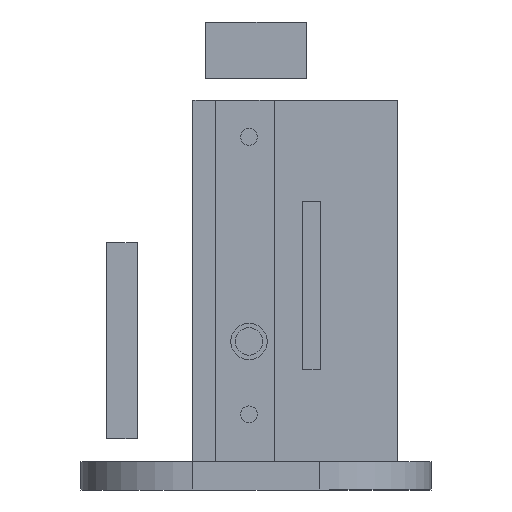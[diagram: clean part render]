
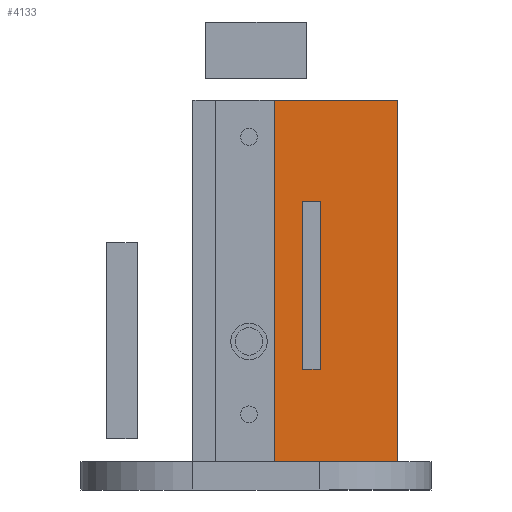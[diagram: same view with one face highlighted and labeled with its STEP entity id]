
A CAD part, front view. The second image highlights one B-rep face of the part: STEP entity #4133.
In plain terms, the highlighted planar face has unit normal (0, -1, 0).
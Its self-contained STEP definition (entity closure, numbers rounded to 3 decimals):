
#350=FACE_BOUND('',#642,.T.);
#397=FACE_OUTER_BOUND('',#641,.T.);
#641=EDGE_LOOP('',(#2858,#2859,#2860,#2861));
#642=EDGE_LOOP('',(#2862,#2863,#2864,#2865));
#957=LINE('',#5541,#1371);
#962=LINE('',#5563,#1376);
#963=LINE('',#5565,#1377);
#964=LINE('',#5566,#1378);
#965=LINE('',#5569,#1379);
#966=LINE('',#5571,#1380);
#967=LINE('',#5573,#1381);
#968=LINE('',#5574,#1382);
#1371=VECTOR('',#4693,10.);
#1376=VECTOR('',#4716,10.);
#1377=VECTOR('',#4717,10.);
#1378=VECTOR('',#4718,10.);
#1379=VECTOR('',#4719,10.);
#1380=VECTOR('',#4720,10.);
#1381=VECTOR('',#4721,10.);
#1382=VECTOR('',#4722,10.);
#1775=VERTEX_POINT('',#5538);
#1776=VERTEX_POINT('',#5540);
#1784=VERTEX_POINT('',#5562);
#1785=VERTEX_POINT('',#5564);
#1786=VERTEX_POINT('',#5567);
#1787=VERTEX_POINT('',#5568);
#1788=VERTEX_POINT('',#5570);
#1789=VERTEX_POINT('',#5572);
#2201=EDGE_CURVE('',#1776,#1775,#957,.T.);
#2211=EDGE_CURVE('',#1784,#1775,#962,.T.);
#2212=EDGE_CURVE('',#1785,#1784,#963,.T.);
#2213=EDGE_CURVE('',#1776,#1785,#964,.T.);
#2214=EDGE_CURVE('',#1786,#1787,#965,.T.);
#2215=EDGE_CURVE('',#1787,#1788,#966,.T.);
#2216=EDGE_CURVE('',#1788,#1789,#967,.T.);
#2217=EDGE_CURVE('',#1786,#1789,#968,.T.);
#2858=ORIENTED_EDGE('',*,*,#2201,.T.);
#2859=ORIENTED_EDGE('',*,*,#2211,.F.);
#2860=ORIENTED_EDGE('',*,*,#2212,.F.);
#2861=ORIENTED_EDGE('',*,*,#2213,.F.);
#2862=ORIENTED_EDGE('',*,*,#2214,.T.);
#2863=ORIENTED_EDGE('',*,*,#2215,.T.);
#2864=ORIENTED_EDGE('',*,*,#2216,.T.);
#2865=ORIENTED_EDGE('',*,*,#2217,.F.);
#4000=PLANE('',#4416);
#4133=ADVANCED_FACE('',(#397,#350),#4000,.T.);
#4416=AXIS2_PLACEMENT_3D('',#5561,#4714,#4715);
#4693=DIRECTION('',(-1.,0.,0.));
#4714=DIRECTION('center_axis',(0.,-1.,0.));
#4715=DIRECTION('ref_axis',(0.,0.,-1.));
#4716=DIRECTION('',(0.,0.,1.));
#4717=DIRECTION('',(-1.,0.,0.));
#4718=DIRECTION('',(0.,0.,-1.));
#4719=DIRECTION('',(1.,0.,0.));
#4720=DIRECTION('',(0.,0.,-1.));
#4721=DIRECTION('',(-1.,0.,0.));
#4722=DIRECTION('',(0.,0.,-1.));
#5538=CARTESIAN_POINT('',(8.5,-10.5,56.));
#5540=CARTESIAN_POINT('',(30.5,-10.5,56.));
#5541=CARTESIAN_POINT('',(14.875,-10.5,56.));
#5561=CARTESIAN_POINT('Origin',(18.5,-10.5,16.75));
#5562=CARTESIAN_POINT('',(8.5,-10.5,-8.5));
#5563=CARTESIAN_POINT('',(8.5,-10.5,4.125));
#5564=CARTESIAN_POINT('',(30.5,-10.5,-8.5));
#5565=CARTESIAN_POINT('',(16.875,-10.5,-8.5));
#5566=CARTESIAN_POINT('',(30.5,-10.5,8.375));
#5567=CARTESIAN_POINT('',(13.6,-10.5,38.));
#5568=CARTESIAN_POINT('',(16.7,-10.5,38.));
#5569=CARTESIAN_POINT('',(9.2,-10.5,38.));
#5570=CARTESIAN_POINT('',(16.7,-10.5,8.));
#5571=CARTESIAN_POINT('',(16.7,-10.5,19.875));
#5572=CARTESIAN_POINT('',(13.6,-10.5,8.));
#5573=CARTESIAN_POINT('',(17.1,-10.5,8.));
#5574=CARTESIAN_POINT('',(13.6,-10.5,27.375));
